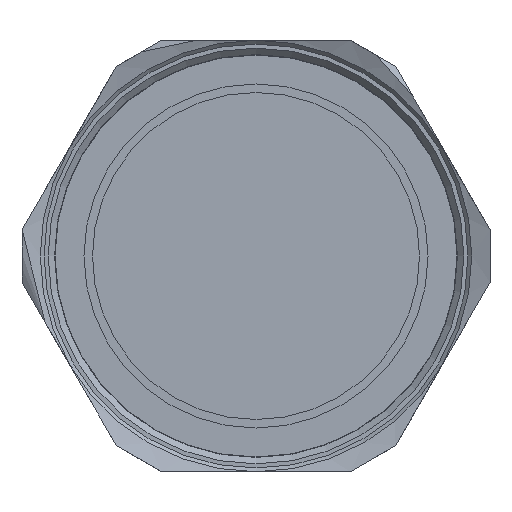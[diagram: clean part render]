
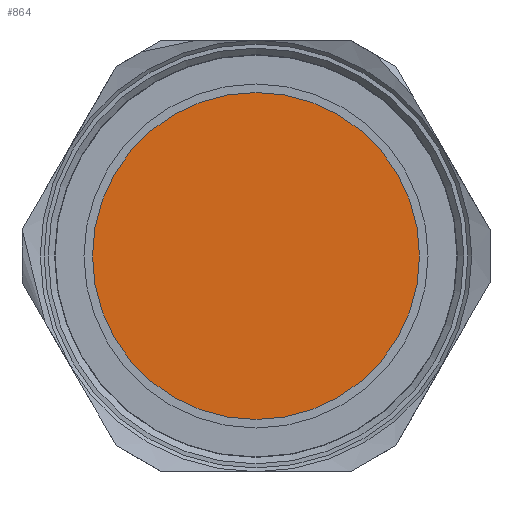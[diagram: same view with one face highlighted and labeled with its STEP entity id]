
A CAD part, left-side view. The second image highlights one B-rep face of the part: STEP entity #864.
In plain terms, the highlighted planar face has unit normal (-1, 0, 0).
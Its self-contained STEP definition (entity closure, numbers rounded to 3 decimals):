
#181=FACE_OUTER_BOUND('',#237,.T.);
#237=EDGE_LOOP('',(#561));
#298=CIRCLE('',#942,21.6);
#338=VERTEX_POINT('',#1273);
#425=EDGE_CURVE('',#338,#338,#298,.T.);
#561=ORIENTED_EDGE('',*,*,#425,.T.);
#833=PLANE('',#941);
#864=ADVANCED_FACE('',(#181),#833,.T.);
#941=AXIS2_PLACEMENT_3D('',#1272,#1041,#1042);
#942=AXIS2_PLACEMENT_3D('',#1274,#1043,#1044);
#1041=DIRECTION('center_axis',(-1.,0.,0.));
#1042=DIRECTION('ref_axis',(0.,0.,1.));
#1043=DIRECTION('center_axis',(-1.,0.,0.));
#1044=DIRECTION('ref_axis',(0.,-0.866,-0.5));
#1272=CARTESIAN_POINT('Origin',(-9.879,0.,
0.));
#1273=CARTESIAN_POINT('',(-9.879,10.8,-18.706));
#1274=CARTESIAN_POINT('Origin',(-9.879,0.,
0.));
